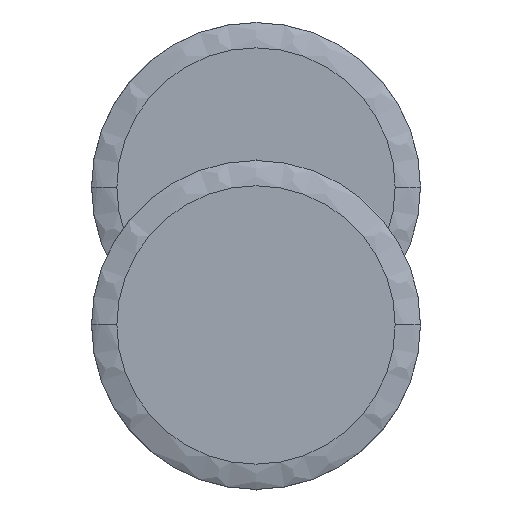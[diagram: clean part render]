
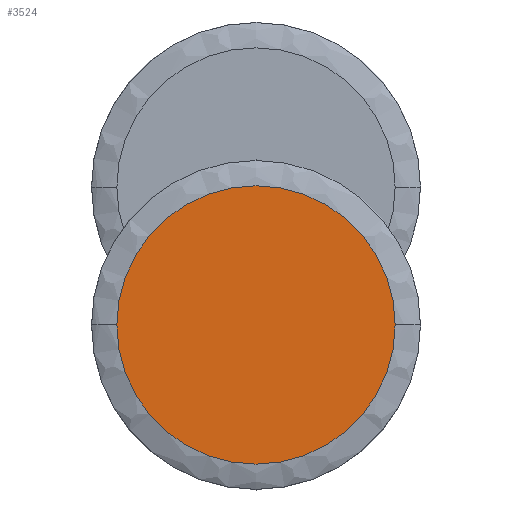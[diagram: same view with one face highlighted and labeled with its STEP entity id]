
A CAD part, front view. The second image highlights one B-rep face of the part: STEP entity #3524.
In plain terms, the highlighted planar face has unit normal (0, -1, 0).
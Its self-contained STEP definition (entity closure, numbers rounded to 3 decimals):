
#83 = EDGE_CURVE ( 'NONE', #3666, #423, #4026, .T. ) ;
#423 = VERTEX_POINT ( 'NONE', #2964 ) ;
#653 = DIRECTION ( 'NONE',  ( 0., 1., 0. ) ) ;
#1251 = DIRECTION ( 'NONE',  ( -1., 0., 0. ) ) ;
#1387 = DIRECTION ( 'NONE',  ( 0., 0., 1. ) ) ;
#1677 = AXIS2_PLACEMENT_3D ( 'NONE', #2607, #653, #1387 ) ;
#1753 = AXIS2_PLACEMENT_3D ( 'NONE', #2040, #3441, #1251 ) ;
#1846 = ORIENTED_EDGE ( 'NONE', *, *, #2737, .F. ) ;
#2040 = CARTESIAN_POINT ( 'NONE',  ( 0., 0., 0. ) ) ;
#2607 = CARTESIAN_POINT ( 'NONE',  ( 0., 0., 0. ) ) ;
#2737 = EDGE_CURVE ( 'NONE', #423, #3666, #2921, .T. ) ;
#2921 = CIRCLE ( 'NONE', #1753, 210.788 ) ;
#2964 = CARTESIAN_POINT ( 'NONE',  ( 210.788, 0., 0. ) ) ;
#3441 = DIRECTION ( 'NONE',  ( 0., 1., 0. ) ) ;
#3524 = ADVANCED_FACE ( 'NONE', ( #4484 ), #3649, .F. ) ;
#3547 = AXIS2_PLACEMENT_3D ( 'NONE', #3762, #3813, #3739 ) ;
#3649 = PLANE ( 'NONE',  #1677 ) ;
#3666 = VERTEX_POINT ( 'NONE', #4806 ) ;
#3739 = DIRECTION ( 'NONE',  ( -1., 0., 0. ) ) ;
#3762 = CARTESIAN_POINT ( 'NONE',  ( 0., 0., 0. ) ) ;
#3813 = DIRECTION ( 'NONE',  ( 0., 1., 0. ) ) ;
#4026 = CIRCLE ( 'NONE', #3547, 210.788 ) ;
#4479 = ORIENTED_EDGE ( 'NONE', *, *, #83, .F. ) ;
#4484 = FACE_OUTER_BOUND ( 'NONE', #4522, .T. ) ;
#4522 = EDGE_LOOP ( 'NONE', ( #4479, #1846 ) ) ;
#4806 = CARTESIAN_POINT ( 'NONE',  ( -210.788, 0., 0. ) ) ;
